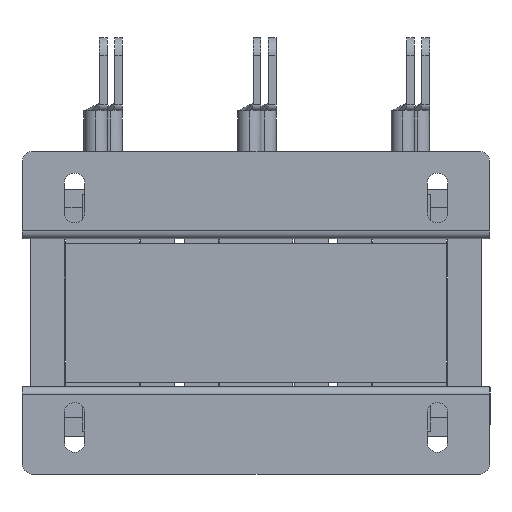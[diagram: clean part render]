
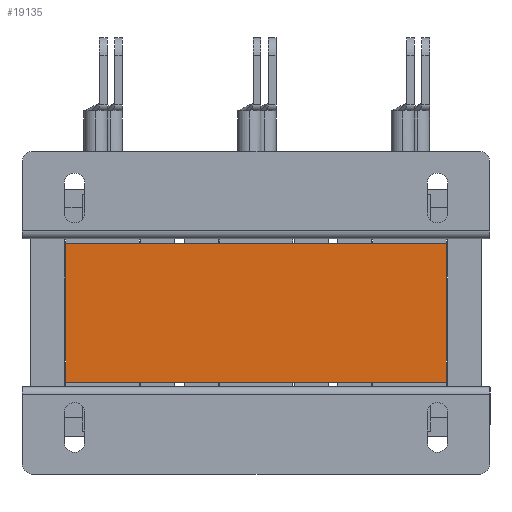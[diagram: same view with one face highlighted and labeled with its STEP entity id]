
A CAD part, front view. The second image highlights one B-rep face of the part: STEP entity #19135.
In plain terms, the highlighted planar face has unit normal (0, -1, 0).
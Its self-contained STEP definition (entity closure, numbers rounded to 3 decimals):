
#1911 = EDGE_CURVE ( 'NONE', #22369, #20647, #2292, .T. ) ;
#2292 = LINE ( 'NONE', #10319, #22643 ) ;
#2864 = CARTESIAN_POINT ( 'NONE',  ( -65., -12.5, 0. ) ) ;
#3279 = EDGE_CURVE ( 'NONE', #9896, #19792, #11716, .T. ) ;
#3788 = CARTESIAN_POINT ( 'NONE',  ( -65., -12.5, 0. ) ) ;
#4756 = CARTESIAN_POINT ( 'NONE',  ( 65., -12.5, 47.5 ) ) ;
#5296 = FACE_OUTER_BOUND ( 'NONE', #22805, .T. ) ;
#6563 = AXIS2_PLACEMENT_3D ( 'NONE', #17449, #23647, #9639 ) ;
#8316 = CARTESIAN_POINT ( 'NONE',  ( 65., -12.5, 0. ) ) ;
#8706 = LINE ( 'NONE', #10959, #9558 ) ;
#9558 = VECTOR ( 'NONE', #10826, 1000. ) ;
#9639 = DIRECTION ( 'NONE',  ( 0., 0., 1. ) ) ;
#9896 = VERTEX_POINT ( 'NONE', #24258 ) ;
#10319 = CARTESIAN_POINT ( 'NONE',  ( 65., -12.5, 47.5 ) ) ;
#10826 = DIRECTION ( 'NONE',  ( 1., 0., 0. ) ) ;
#10959 = CARTESIAN_POINT ( 'NONE',  ( -65., -12.5, 47.5 ) ) ;
#11716 = LINE ( 'NONE', #11990, #14679 ) ;
#11990 = CARTESIAN_POINT ( 'NONE',  ( -65., -12.5, 47.5 ) ) ;
#13352 = PLANE ( 'NONE',  #6563 ) ;
#13545 = ORIENTED_EDGE ( 'NONE', *, *, #25011, .T. ) ;
#13950 = LINE ( 'NONE', #3788, #22419 ) ;
#14679 = VECTOR ( 'NONE', #19775, 1000. ) ;
#17449 = CARTESIAN_POINT ( 'NONE',  ( -65., -12.5, 47.5 ) ) ;
#18368 = DIRECTION ( 'NONE',  ( 0., 0., -1. ) ) ;
#19135 = ADVANCED_FACE ( 'NONE', ( #5296 ), #13352, .F. ) ;
#19369 = ORIENTED_EDGE ( 'NONE', *, *, #1911, .F. ) ;
#19775 = DIRECTION ( 'NONE',  ( 0., 0., -1. ) ) ;
#19792 = VERTEX_POINT ( 'NONE', #2864 ) ;
#20142 = DIRECTION ( 'NONE',  ( 1., 0., 0. ) ) ;
#20647 = VERTEX_POINT ( 'NONE', #8316 ) ;
#20674 = ORIENTED_EDGE ( 'NONE', *, *, #3279, .T. ) ;
#21488 = EDGE_CURVE ( 'NONE', #9896, #22369, #8706, .T. ) ;
#22369 = VERTEX_POINT ( 'NONE', #4756 ) ;
#22419 = VECTOR ( 'NONE', #20142, 1000. ) ;
#22643 = VECTOR ( 'NONE', #18368, 1000. ) ;
#22805 = EDGE_LOOP ( 'NONE', ( #13545, #19369, #23134, #20674 ) ) ;
#23134 = ORIENTED_EDGE ( 'NONE', *, *, #21488, .F. ) ;
#23647 = DIRECTION ( 'NONE',  ( 0., 1., 0. ) ) ;
#24258 = CARTESIAN_POINT ( 'NONE',  ( -65., -12.5, 47.5 ) ) ;
#25011 = EDGE_CURVE ( 'NONE', #19792, #20647, #13950, .T. ) ;
